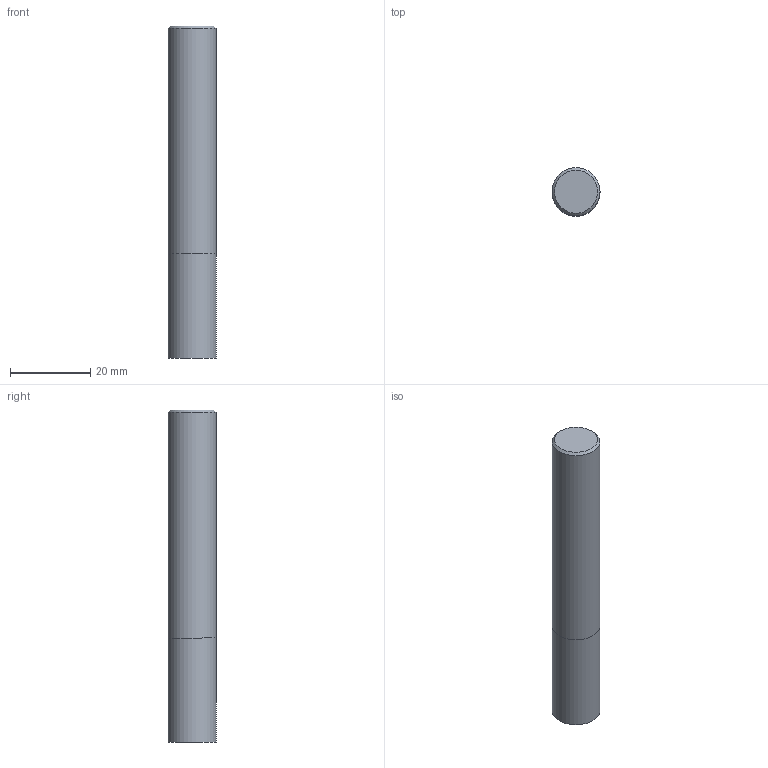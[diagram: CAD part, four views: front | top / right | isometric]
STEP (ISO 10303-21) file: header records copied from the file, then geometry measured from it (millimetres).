
FILE_DESCRIPTION(('STEP'), '1');
FILE_NAME('MOD000000000000000020084625700000.stp', '2019-01-02T12:10:49', (''), (''), 'Express v3.0.0.0', 'Express Tool', 'Unknown');
FILE_SCHEMA(('AUTOMOTIVE_DESIGN'));
Length unit declared in the file: millimetre
Products named in the file (1): EmptyName
Bounding box: 12 x 12 x 83 mm (x, y, z)
Volume: 9377.1 mm3; surface area: 3566.9 mm2
Topology: 2 solids, 2 shells, 7 faces, 12 edges, 10 vertices
Faces by surface type: bspline 7
Entity records: 277 total; most frequent: CARTESIAN_POINT 99, DIRECTION 23, ORIENTED_EDGE 16, EDGE_CURVE 8, AXIS2_PLACEMENT_3D 8, ADVANCED_FACE 7, FACE_OUTER_BOUND 7, EDGE_LOOP 7
